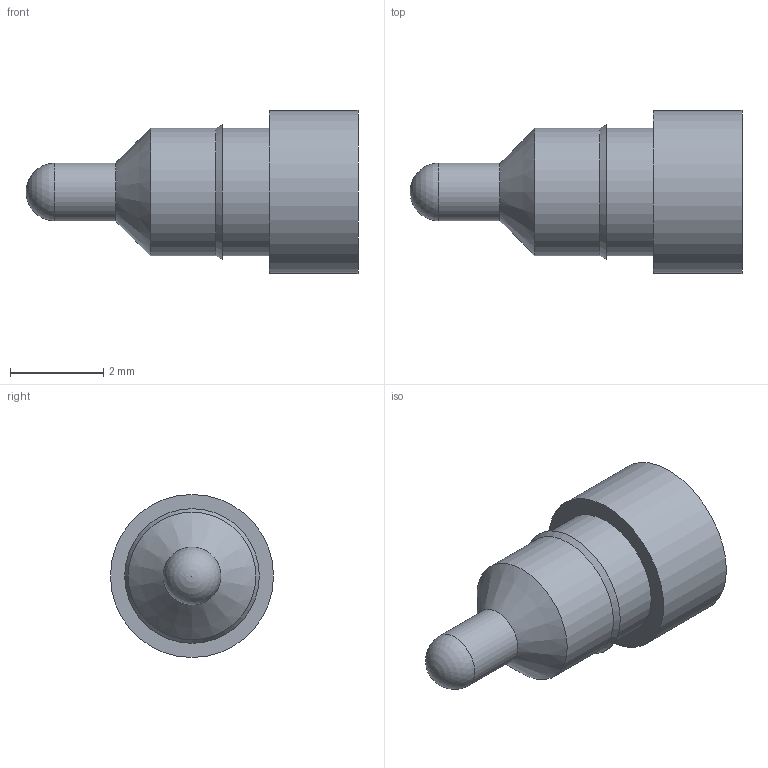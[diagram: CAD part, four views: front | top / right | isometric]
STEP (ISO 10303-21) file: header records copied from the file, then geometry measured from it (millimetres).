
FILE_DESCRIPTION(/* description */ (''),/* implementation_level */ '2;1');
FILE_NAME(/* name */ 'SPL-04J-082.step',/* time_stamp */ '2019-05-18T11:22:46+02:00',/* author */ (''),/* organization */ (''),/* preprocessor_version */ 'ST-DEVELOPER v17.2',/* originating_system */ 'Autodesk Translation Framework v7.6.0.251',/* authorisation */ '');
FILE_SCHEMA (('AUTOMOTIVE_DESIGN { 1 0 10303 214 3 1 1 }'));
Length unit declared in the file: millimetre
Products named in the file (1): (Nicht gespeichert)
Bounding box: 7.14 x 3.51 x 3.51 mm (x, y, z)
Volume: 38.1 mm3; surface area: 71.4 mm2
Topology: 1 solids, 1 shells, 10 faces, 26 edges, 19 vertices
Faces by surface type: cylinder 4, plane 3, cone 2, sphere 1
Full cylindrical faces by diameter (mm): 1.245 x1, 2.743 x2, 3.505 x1
Entity records: 374 total; most frequent: DIRECTION 66, CARTESIAN_POINT 55, ORIENTED_EDGE 50, AXIS2_PLACEMENT_3D 30, EDGE_CURVE 25, CIRCLE 19, VERTEX_POINT 19, EDGE_LOOP 12
